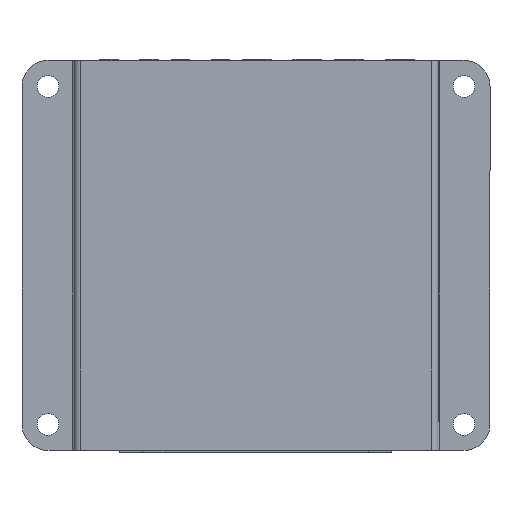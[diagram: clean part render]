
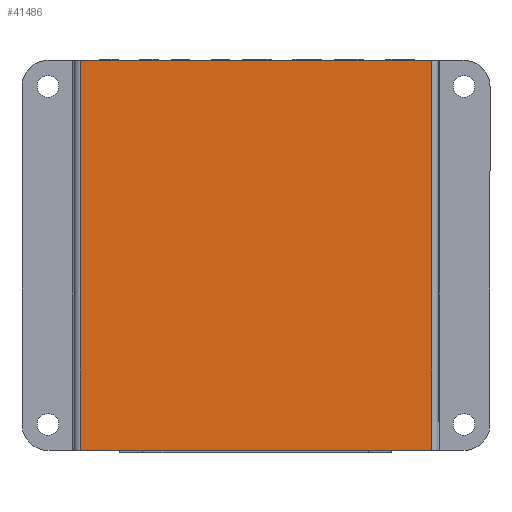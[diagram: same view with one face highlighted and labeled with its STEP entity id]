
A CAD part, top view. The second image highlights one B-rep face of the part: STEP entity #41486.
In plain terms, the highlighted planar face has unit normal (0, 0, 1).
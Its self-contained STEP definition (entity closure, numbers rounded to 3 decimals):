
#41262 = EDGE_CURVE('',#41263,#41265,#41267,.T.);
#41263 = VERTEX_POINT('',#41264);
#41264 = CARTESIAN_POINT('',(-33.8,-37.5,1.));
#41265 = VERTEX_POINT('',#41266);
#41266 = CARTESIAN_POINT('',(-33.8,37.5,1.));
#41267 = LINE('',#41268,#41269);
#41268 = CARTESIAN_POINT('',(-33.8,-37.5,1.));
#41269 = VECTOR('',#41270,1.);
#41270 = DIRECTION('',(0.,1.,0.));
#41486 = ADVANCED_FACE('',(#41487),#41512,.F.);
#41487 = FACE_BOUND('',#41488,.F.);
#41488 = EDGE_LOOP('',(#41489,#41497,#41505,#41511));
#41489 = ORIENTED_EDGE('',*,*,#41490,.T.);
#41490 = EDGE_CURVE('',#41265,#41491,#41493,.T.);
#41491 = VERTEX_POINT('',#41492);
#41492 = CARTESIAN_POINT('',(33.8,37.5,1.));
#41493 = LINE('',#41494,#41495);
#41494 = CARTESIAN_POINT('',(-33.8,37.5,1.));
#41495 = VECTOR('',#41496,1.);
#41496 = DIRECTION('',(1.,0.,0.));
#41497 = ORIENTED_EDGE('',*,*,#41498,.T.);
#41498 = EDGE_CURVE('',#41491,#41499,#41501,.T.);
#41499 = VERTEX_POINT('',#41500);
#41500 = CARTESIAN_POINT('',(33.8,-37.5,1.));
#41501 = LINE('',#41502,#41503);
#41502 = CARTESIAN_POINT('',(33.8,37.5,1.));
#41503 = VECTOR('',#41504,1.);
#41504 = DIRECTION('',(0.,-1.,0.));
#41505 = ORIENTED_EDGE('',*,*,#41506,.T.);
#41506 = EDGE_CURVE('',#41499,#41263,#41507,.T.);
#41507 = LINE('',#41508,#41509);
#41508 = CARTESIAN_POINT('',(33.8,-37.5,1.));
#41509 = VECTOR('',#41510,1.);
#41510 = DIRECTION('',(-1.,0.,0.));
#41511 = ORIENTED_EDGE('',*,*,#41262,.T.);
#41512 = PLANE('',#41513);
#41513 = AXIS2_PLACEMENT_3D('',#41514,#41515,#41516);
#41514 = CARTESIAN_POINT('',(0.,0.,1.));
#41515 = DIRECTION('',(-0.,-0.,-1.));
#41516 = DIRECTION('',(-1.,0.,0.));
